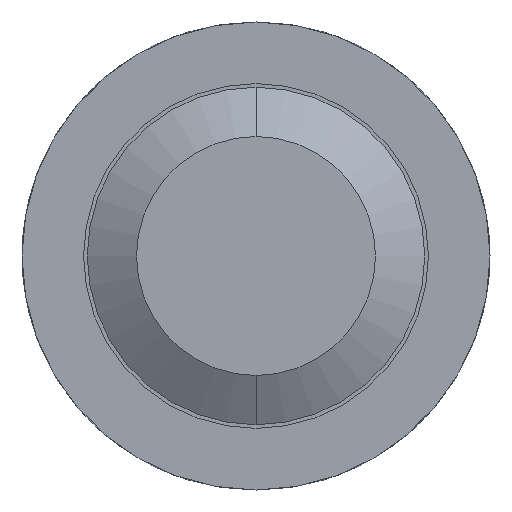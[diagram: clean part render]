
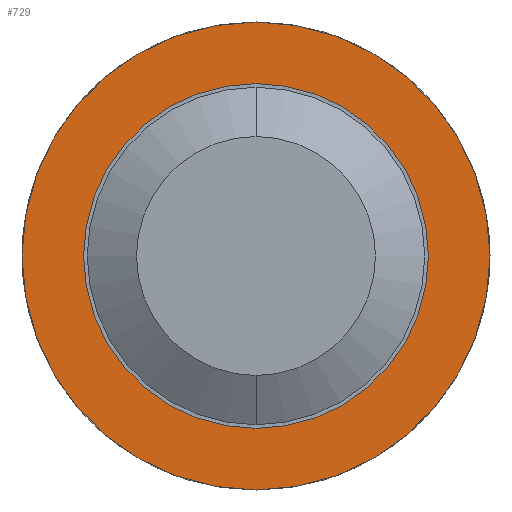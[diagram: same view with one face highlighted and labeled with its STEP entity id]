
A CAD part, front view. The second image highlights one B-rep face of the part: STEP entity #729.
In plain terms, the highlighted planar face has unit normal (0, -1, 0).
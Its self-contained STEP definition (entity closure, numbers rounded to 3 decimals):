
#88 = ORIENTED_EDGE ( 'NONE', *, *, #2539, .F. ) ;
#147 = DIRECTION ( 'NONE',  ( 0., 1., 0. ) ) ;
#288 = FACE_OUTER_BOUND ( 'NONE', #714, .T. ) ;
#607 = AXIS2_PLACEMENT_3D ( 'NONE', #3292, #147, #712 ) ;
#655 = VERTEX_POINT ( 'NONE', #1124 ) ;
#712 = DIRECTION ( 'NONE',  ( 0., 0., 1. ) ) ;
#714 = EDGE_LOOP ( 'NONE', ( #88, #948 ) ) ;
#729 = ADVANCED_FACE ( 'Defeature ausgef�hrt2_16', ( #288, #3432 ), #1439, .F. ) ;
#815 = VERTEX_POINT ( 'NONE', #1183 ) ;
#948 = ORIENTED_EDGE ( 'NONE', *, *, #1812, .F. ) ;
#969 = CIRCLE ( 'NONE', #1450, 0.95 ) ;
#1124 = CARTESIAN_POINT ( 'NONE',  ( 0., -2.5, -0.685 ) ) ;
#1164 = DIRECTION ( 'NONE',  ( 0., 1., 0. ) ) ;
#1183 = CARTESIAN_POINT ( 'NONE',  ( 0., -2.5, -0.95 ) ) ;
#1394 = VERTEX_POINT ( 'NONE', #1916 ) ;
#1439 = PLANE ( 'NONE',  #2707 ) ;
#1450 = AXIS2_PLACEMENT_3D ( 'NONE', #1958, #1694, #2527 ) ;
#1510 = VERTEX_POINT ( 'NONE', #2052 ) ;
#1552 = CARTESIAN_POINT ( 'NONE',  ( 0., -2.5, 0. ) ) ;
#1675 = EDGE_CURVE ( 'Defeature ausgef�hrt2_16+Defeature ausgef�hrt2_10+Defeature ausgef�hrt2_10+Defeature ausgef�hrt2_10', #655, #1510, #3289, .T. ) ;
#1688 = CIRCLE ( 'NONE', #2166, 0.685 ) ;
#1694 = DIRECTION ( 'NONE',  ( 0., 1., 0. ) ) ;
#1724 = EDGE_CURVE ( 'Defeature ausgef�hrt2_16+Defeature ausgef�hrt2_10+Defeature ausgef�hrt2_10+Defeature ausgef�hrt2_10', #1510, #655, #1688, .T. ) ;
#1771 = EDGE_LOOP ( 'NONE', ( #2144, #2362 ) ) ;
#1812 = EDGE_CURVE ( 'Defeature ausgef�hrt2_15+Defeature ausgef�hrt2_16+Defeature ausgef�hrt2_16+Defeature ausgef�hrt2_16', #815, #1394, #969, .T. ) ;
#1916 = CARTESIAN_POINT ( 'NONE',  ( 0., -2.5, 0.95 ) ) ;
#1958 = CARTESIAN_POINT ( 'NONE',  ( 0., -2.5, 0. ) ) ;
#1985 = CARTESIAN_POINT ( 'NONE',  ( 0.95, -2.5, 0. ) ) ;
#2052 = CARTESIAN_POINT ( 'NONE',  ( 0., -2.5, 0.685 ) ) ;
#2144 = ORIENTED_EDGE ( 'NONE', *, *, #1724, .T. ) ;
#2166 = AXIS2_PLACEMENT_3D ( 'NONE', #2698, #2981, #3002 ) ;
#2190 = DIRECTION ( 'NONE',  ( 0., 1., 0. ) ) ;
#2362 = ORIENTED_EDGE ( 'NONE', *, *, #1675, .T. ) ;
#2428 = DIRECTION ( 'NONE',  ( 0., 0., 1. ) ) ;
#2527 = DIRECTION ( 'NONE',  ( 0., 0., 1. ) ) ;
#2539 = EDGE_CURVE ( 'Defeature ausgef�hrt2_15+Defeature ausgef�hrt2_16+Defeature ausgef�hrt2_16+Defeature ausgef�hrt2_16', #1394, #815, #3584, .T. ) ;
#2698 = CARTESIAN_POINT ( 'NONE',  ( 0., -2.5, 0. ) ) ;
#2707 = AXIS2_PLACEMENT_3D ( 'NONE', #1985, #1164, #3388 ) ;
#2981 = DIRECTION ( 'NONE',  ( 0., 1., 0. ) ) ;
#3002 = DIRECTION ( 'NONE',  ( 0., 0., 1. ) ) ;
#3289 = CIRCLE ( 'NONE', #607, 0.685 ) ;
#3292 = CARTESIAN_POINT ( 'NONE',  ( 0., -2.5, 0. ) ) ;
#3388 = DIRECTION ( 'NONE',  ( 0., 0., 1. ) ) ;
#3432 = FACE_BOUND ( 'NONE', #1771, .T. ) ;
#3523 = AXIS2_PLACEMENT_3D ( 'NONE', #1552, #2190, #2428 ) ;
#3584 = CIRCLE ( 'NONE', #3523, 0.95 ) ;
